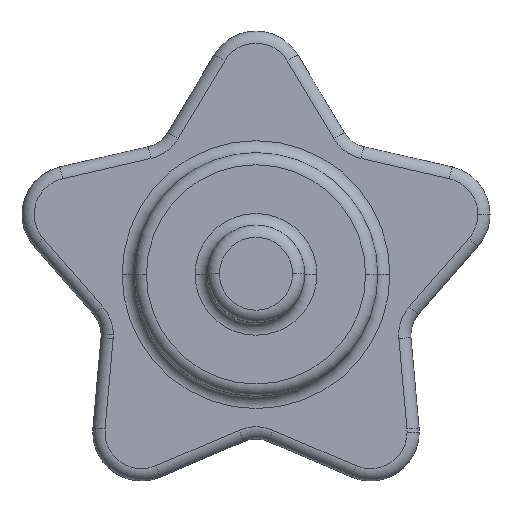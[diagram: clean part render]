
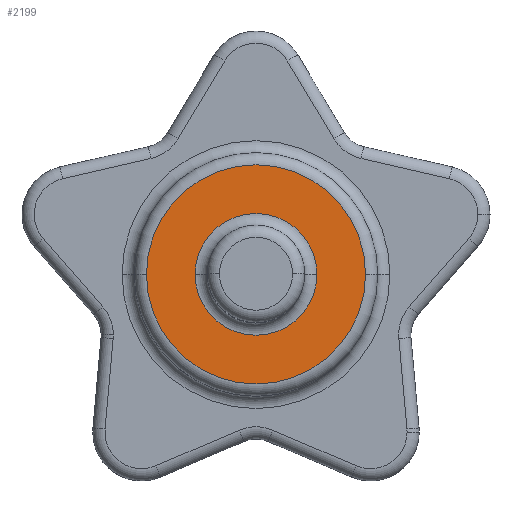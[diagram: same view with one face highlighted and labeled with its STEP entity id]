
A CAD part, top view. The second image highlights one B-rep face of the part: STEP entity #2199.
In plain terms, the highlighted planar face has unit normal (0, 0, 1).
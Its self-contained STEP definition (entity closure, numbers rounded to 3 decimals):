
#21 = AXIS2_PLACEMENT_3D ( 'NONE', #1818, #665, #2005 ) ;
#133 = CARTESIAN_POINT ( 'NONE',  ( 0., 0., 17. ) ) ;
#203 = ORIENTED_EDGE ( 'NONE', *, *, #2095, .T. ) ;
#284 = CARTESIAN_POINT ( 'NONE',  ( 0., 0., 17. ) ) ;
#290 = AXIS2_PLACEMENT_3D ( 'NONE', #284, #1628, #477 ) ;
#337 = DIRECTION ( 'NONE',  ( 1., 0., 0. ) ) ;
#350 = EDGE_CURVE ( 'NONE', #629, #382, #1709, .T. ) ;
#382 = VERTEX_POINT ( 'NONE', #1869 ) ;
#416 = CARTESIAN_POINT ( 'NONE',  ( 5., 0., 17. ) ) ;
#426 = DIRECTION ( 'NONE',  ( 0., 0., 1. ) ) ;
#477 = DIRECTION ( 'NONE',  ( 1., 0., 0. ) ) ;
#490 = CARTESIAN_POINT ( 'NONE',  ( 0., 0., 17. ) ) ;
#506 = FACE_OUTER_BOUND ( 'NONE', #2224, .T. ) ;
#629 = VERTEX_POINT ( 'NONE', #1562 ) ;
#665 = DIRECTION ( 'NONE',  ( 0., 0., -1. ) ) ;
#679 = ORIENTED_EDGE ( 'NONE', *, *, #350, .T. ) ;
#683 = DIRECTION ( 'NONE',  ( 1., 0., 0. ) ) ;
#690 = CIRCLE ( 'NONE', #2161, 9. ) ;
#709 = ORIENTED_EDGE ( 'NONE', *, *, #1072, .T. ) ;
#901 = FACE_BOUND ( 'NONE', #1607, .T. ) ;
#1051 = EDGE_CURVE ( 'NONE', #1105, #2076, #1535, .T. ) ;
#1072 = EDGE_CURVE ( 'NONE', #2076, #1105, #2486, .T. ) ;
#1105 = VERTEX_POINT ( 'NONE', #2013 ) ;
#1342 = AXIS2_PLACEMENT_3D ( 'NONE', #490, #1836, #683 ) ;
#1481 = DIRECTION ( 'NONE',  ( 0., 0., 1. ) ) ;
#1510 = AXIS2_PLACEMENT_3D ( 'NONE', #133, #1481, #337 ) ;
#1535 = CIRCLE ( 'NONE', #21, 5. ) ;
#1562 = CARTESIAN_POINT ( 'NONE',  ( 9., 0., 17. ) ) ;
#1578 = CARTESIAN_POINT ( 'NONE',  ( 0., 0., 17. ) ) ;
#1607 = EDGE_LOOP ( 'NONE', ( #709, #2070 ) ) ;
#1628 = DIRECTION ( 'NONE',  ( 0., 0., -1. ) ) ;
#1709 = CIRCLE ( 'NONE', #1510, 9. ) ;
#1770 = DIRECTION ( 'NONE',  ( 1., 0., 0. ) ) ;
#1818 = CARTESIAN_POINT ( 'NONE',  ( 0., 0., 17. ) ) ;
#1836 = DIRECTION ( 'NONE',  ( 0., 0., 1. ) ) ;
#1869 = CARTESIAN_POINT ( 'NONE',  ( -9., 0., 17. ) ) ;
#2000 = PLANE ( 'NONE',  #1342 ) ;
#2005 = DIRECTION ( 'NONE',  ( 1., 0., 0. ) ) ;
#2013 = CARTESIAN_POINT ( 'NONE',  ( -5., 0., 17. ) ) ;
#2070 = ORIENTED_EDGE ( 'NONE', *, *, #1051, .T. ) ;
#2076 = VERTEX_POINT ( 'NONE', #416 ) ;
#2095 = EDGE_CURVE ( 'NONE', #382, #629, #690, .T. ) ;
#2161 = AXIS2_PLACEMENT_3D ( 'NONE', #1578, #426, #1770 ) ;
#2199 = ADVANCED_FACE ( 'NONE', ( #901, #506 ), #2000, .T. ) ;
#2224 = EDGE_LOOP ( 'NONE', ( #679, #203 ) ) ;
#2486 = CIRCLE ( 'NONE', #290, 5. ) ;
